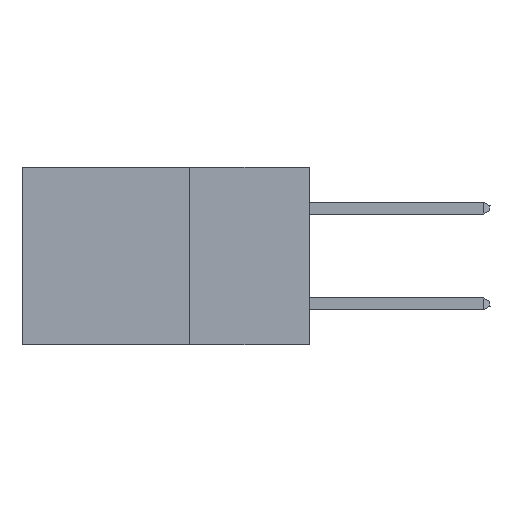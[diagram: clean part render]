
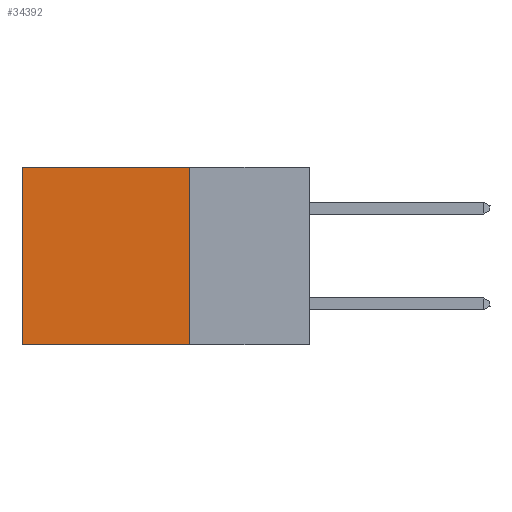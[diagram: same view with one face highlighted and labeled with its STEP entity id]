
A CAD part, left-side view. The second image highlights one B-rep face of the part: STEP entity #34392.
In plain terms, the highlighted planar face has unit normal (-1, 0, 0).
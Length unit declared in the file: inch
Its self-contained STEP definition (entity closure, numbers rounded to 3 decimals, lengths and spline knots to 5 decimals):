
#2383 = CARTESIAN_POINT ( 'NONE',  ( 0.2875, 0.25, 0. ) ) ;
#2601 = VERTEX_POINT ( 'NONE', #22009 ) ;
#3283 = LINE ( 'NONE', #31960, #6179 ) ;
#6179 = VECTOR ( 'NONE', #31642, 39.37008 ) ;
#6835 = EDGE_CURVE ( 'NONE', #17906, #44786, #3283, .T. ) ;
#7260 = EDGE_CURVE ( 'NONE', #27597, #44786, #34434, .T. ) ;
#8447 = ORIENTED_EDGE ( 'NONE', *, *, #7260, .F. ) ;
#9667 = EDGE_CURVE ( 'NONE', #2601, #27597, #37639, .T. ) ;
#10592 = DIRECTION ( 'NONE',  ( 0., 0., -1. ) ) ;
#11122 = CARTESIAN_POINT ( 'NONE',  ( 0.2875, 0.25, -0.37 ) ) ;
#11511 = DIRECTION ( 'NONE',  ( 1., 0., 0. ) ) ;
#11819 = PLANE ( 'NONE',  #35508 ) ;
#11974 = DIRECTION ( 'NONE',  ( 0., 0., -1. ) ) ;
#12230 = VECTOR ( 'NONE', #10592, 39.37008 ) ;
#13420 = EDGE_LOOP ( 'NONE', ( #43318, #8447, #33078, #15038 ) ) ;
#14867 = CARTESIAN_POINT ( 'NONE',  ( 0.2875, 0.6, 0. ) ) ;
#15038 = ORIENTED_EDGE ( 'NONE', *, *, #44073, .T. ) ;
#17906 = VERTEX_POINT ( 'NONE', #14867 ) ;
#18310 = FACE_OUTER_BOUND ( 'NONE', #13420, .T. ) ;
#18685 = CARTESIAN_POINT ( 'NONE',  ( 0.2875, 0.25, -0.37 ) ) ;
#19411 = VECTOR ( 'NONE', #30942, 39.37008 ) ;
#22009 = CARTESIAN_POINT ( 'NONE',  ( 0.2875, 0.25, 0. ) ) ;
#25275 = CARTESIAN_POINT ( 'NONE',  ( 0.2875, 0.6, -0.37 ) ) ;
#26825 = LINE ( 'NONE', #2383, #33779 ) ;
#27597 = VERTEX_POINT ( 'NONE', #18685 ) ;
#30942 = DIRECTION ( 'NONE',  ( 0., 1., 0. ) ) ;
#31642 = DIRECTION ( 'NONE',  ( 0., 0., -1. ) ) ;
#31644 = DIRECTION ( 'NONE',  ( 0., 1., 0. ) ) ;
#31960 = CARTESIAN_POINT ( 'NONE',  ( 0.2875, 0.6, 0. ) ) ;
#33078 = ORIENTED_EDGE ( 'NONE', *, *, #9667, .F. ) ;
#33779 = VECTOR ( 'NONE', #31644, 39.37008 ) ;
#34092 = CARTESIAN_POINT ( 'NONE',  ( 0.2875, 0.25, 0. ) ) ;
#34392 = ADVANCED_FACE ( 'NONE', ( #18310 ), #11819, .F. ) ;
#34434 = LINE ( 'NONE', #11122, #19411 ) ;
#35508 = AXIS2_PLACEMENT_3D ( 'NONE', #34092, #11511, #11974 ) ;
#37639 = LINE ( 'NONE', #39854, #12230 ) ;
#39854 = CARTESIAN_POINT ( 'NONE',  ( 0.2875, 0.25, 0. ) ) ;
#43318 = ORIENTED_EDGE ( 'NONE', *, *, #6835, .T. ) ;
#44073 = EDGE_CURVE ( 'NONE', #2601, #17906, #26825, .T. ) ;
#44786 = VERTEX_POINT ( 'NONE', #25275 ) ;
